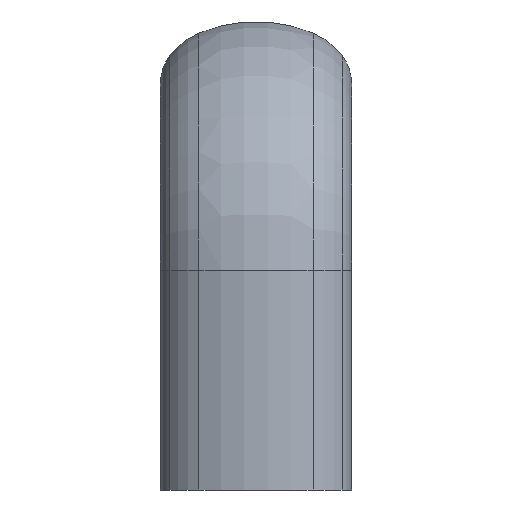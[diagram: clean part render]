
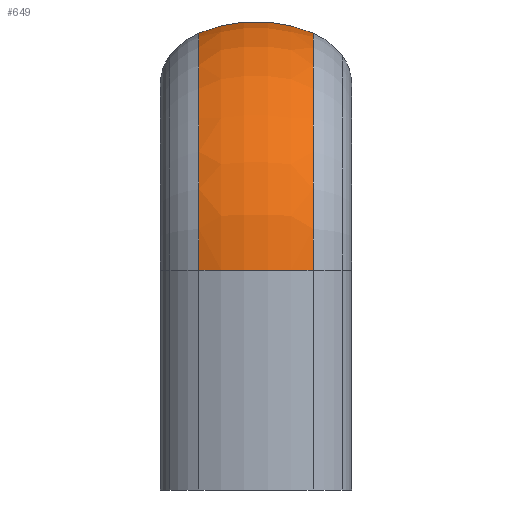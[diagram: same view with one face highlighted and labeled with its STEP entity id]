
A CAD part, left-side view. The second image highlights one B-rep face of the part: STEP entity #649.
In plain terms, the highlighted toroidal (fillet/blend) face has major radius 10.801 mm and minor radius 15.199 mm.
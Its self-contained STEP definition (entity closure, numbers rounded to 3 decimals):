
#331=EDGE_CURVE('',#645,#515,#917,.T.);
#371=EDGE_CURVE('',#831,#515,#959,.T.);
#375=EDGE_CURVE('',#493,#645,#963,.T.);
#493=VERTEX_POINT('',#1098);
#515=VERTEX_POINT('',#1125);
#645=VERTEX_POINT('',#1273);
#649=ADVANCED_FACE('',(#1278),#1279,.T.);
#745=EDGE_CURVE('',#493,#831,#1390,.T.);
#831=VERTEX_POINT('',#1482);
#917=CIRCLE('',#1565,24.78);
#959=CIRCLE('',#1621,15.199);
#963=CIRCLE('',#1626,15.199);
#1098=CARTESIAN_POINT('',(-5.28,-5.967,23.0));
#1125=CARTESIAN_POINT('',(19.5,5.967,47.78));
#1273=CARTESIAN_POINT('',(-5.28,5.967,23.0));
#1278=FACE_OUTER_BOUND('',#2027,.T.);
#1279=TOROIDAL_SURFACE('',#2028,10.801,15.199);
#1390=CIRCLE('',#2163,24.78);
#1482=CARTESIAN_POINT('',(19.5,-5.967,47.78));
#1565=AXIS2_PLACEMENT_3D('',#2390,#2391,#2392);
#1621=AXIS2_PLACEMENT_3D('',#2431,#2432,#2433);
#1626=AXIS2_PLACEMENT_3D('',#2434,#2435,#2436);
#2027=EDGE_LOOP('',(#2901,#2902,#2903,#2904));
#2028=AXIS2_PLACEMENT_3D('',#2905,#2906,#2907);
#2163=AXIS2_PLACEMENT_3D('',#3076,#3077,#3078);
#2390=CARTESIAN_POINT('',(19.5,5.967,23.0));
#2391=DIRECTION('',(0.0,1.0,0.0));
#2392=DIRECTION('',(-1.0,0.0,0.0));
#2431=CARTESIAN_POINT('',(19.5,0.,33.801));
#2432=DIRECTION('',(-1.0,0.0,0.));
#2433=DIRECTION('',(0.,0.393,0.92));
#2434=CARTESIAN_POINT('',(8.699,0.,23.0));
#2435=DIRECTION('',(0.0,0.0,-1.0));
#2436=DIRECTION('',(-0.92,0.393,0.0));
#2901=ORIENTED_EDGE('',*,*,#371,.T.);
#2902=ORIENTED_EDGE('',*,*,#331,.F.);
#2903=ORIENTED_EDGE('',*,*,#375,.F.);
#2904=ORIENTED_EDGE('',*,*,#745,.T.);
#2905=CARTESIAN_POINT('',(19.5,0.,23.0));
#2906=DIRECTION('',(0.0,1.0,0.0));
#2907=DIRECTION('',(0.0,0.0,-1.0));
#3076=CARTESIAN_POINT('',(19.5,-5.967,23.0));
#3077=DIRECTION('',(0.0,1.0,0.0));
#3078=DIRECTION('',(-1.0,0.0,0.0));
